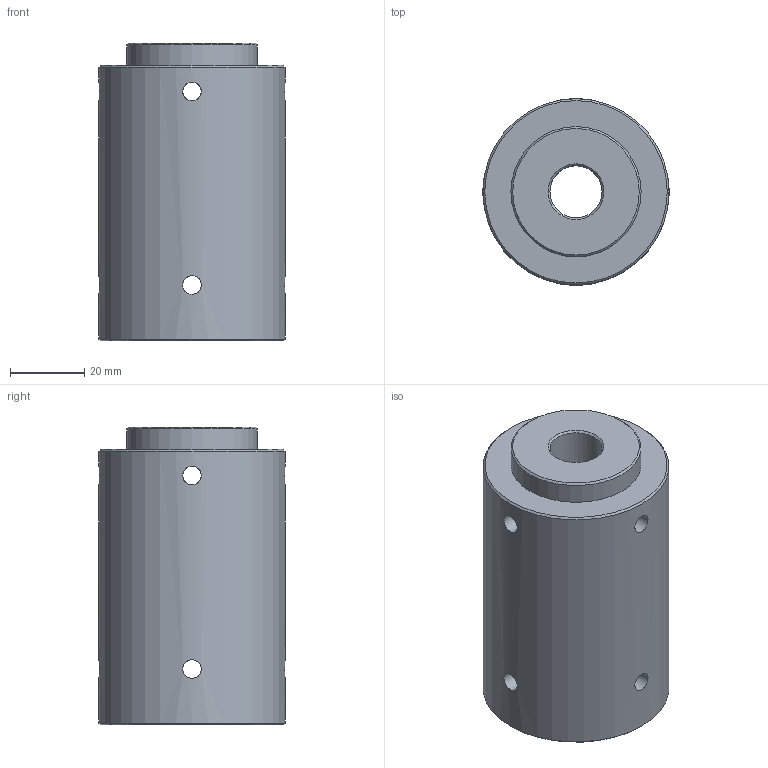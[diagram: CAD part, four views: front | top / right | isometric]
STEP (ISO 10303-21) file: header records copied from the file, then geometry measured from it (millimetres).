
FILE_DESCRIPTION(/* description */ (''),/* implementation_level */ '2;1');
FILE_NAME(/* name */ 'Fixatube.step',/* time_stamp */ '2021-04-25T14:05:02+02:00',/* author */ (''),/* organization */ (''),/* preprocessor_version */ 'ST-DEVELOPER v18.1',/* originating_system */ 'Autodesk Translation Framework v9.10.0.1330',/* authorisation */ '');
FILE_SCHEMA (('AUTOMOTIVE_DESIGN { 1 0 10303 214 3 1 1 }'));
Length unit declared in the file: millimetre
Products named in the file (1): MECH-011-MD
Bounding box: 50 x 50 x 80 mm (x, y, z)
Volume: 95721.8 mm3; surface area: 23873.9 mm2
Topology: 1 solids, 1 shells, 21 faces, 70 edges, 49 vertices
Faces by surface type: cylinder 12, cone 5, plane 4
Full cylindrical faces by diameter (mm): 5 x8, 14 x1, 35 x1, 35.2 x1, 50 x1
Entity records: 1325 total; most frequent: CARTESIAN_POINT 689, ORIENTED_EDGE 140, DIRECTION 91, EDGE_CURVE 70, VERTEX_POINT 49, EDGE_LOOP 37, B_SPLINE_CURVE_WITH_KNOTS 36, AXIS2_PLACEMENT_3D 35
